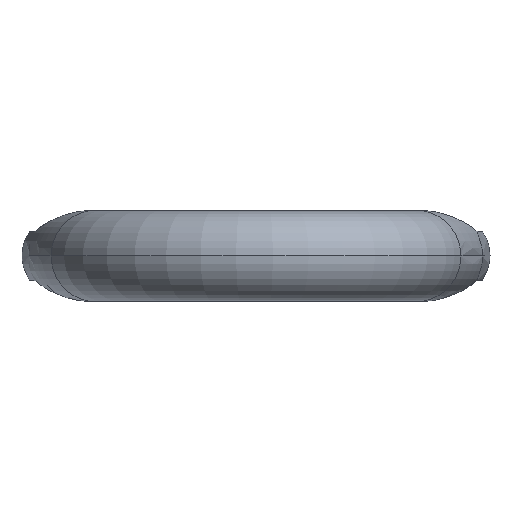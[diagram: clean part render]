
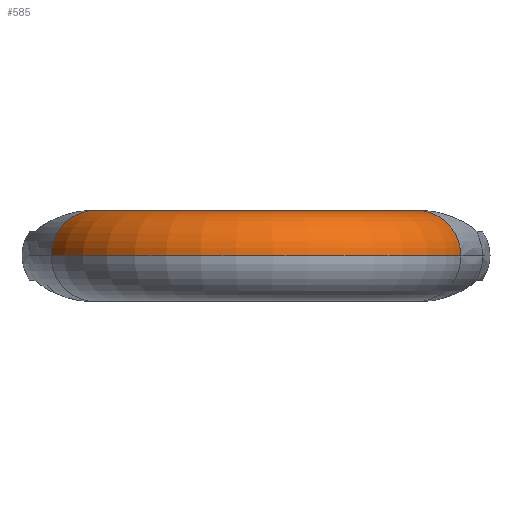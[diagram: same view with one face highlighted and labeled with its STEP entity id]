
A CAD part, left-side view. The second image highlights one B-rep face of the part: STEP entity #585.
In plain terms, the highlighted toroidal (fillet/blend) face has major radius 20.5 mm and minor radius 5.5 mm.
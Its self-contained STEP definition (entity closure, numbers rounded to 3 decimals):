
#21=CARTESIAN_POINT('',(-55.74,-19.68,0.));
#22=DIRECTION('',(0.96,-0.28,0.));
#23=DIRECTION('',(0.28,0.96,0.));
#24=AXIS2_PLACEMENT_3D('',#21,#22,#23);
#104=CARTESIAN_POINT('',(-55.74,19.68,0.));
#105=DIRECTION('',(-0.96,-0.28,0.));
#106=DIRECTION('',(0.28,-0.96,0.));
#107=AXIS2_PLACEMENT_3D('',#104,#105,#106);
#109=CARTESIAN_POINT('',(-54.2,14.4,0.));
#110=CARTESIAN_POINT('',(-55.024,14.16,0.));
#111=CARTESIAN_POINT('',(-56.63,13.538,0.));
#112=CARTESIAN_POINT('',(-58.844,12.207,0.));
#113=CARTESIAN_POINT('',(-60.799,10.517,0.));
#114=CARTESIAN_POINT('',(-62.436,8.519,0.));
#115=CARTESIAN_POINT('',(-63.708,6.27,0.));
#116=CARTESIAN_POINT('',(-64.577,3.837,0.));
#117=CARTESIAN_POINT('',(-65.018,1.292,0.));
#118=CARTESIAN_POINT('',(-65.018,-1.292,0.));
#119=CARTESIAN_POINT('',(-64.577,-3.837,0.));
#120=CARTESIAN_POINT('',(-63.708,-6.27,0.));
#121=CARTESIAN_POINT('',(-62.436,-8.519,0.));
#122=CARTESIAN_POINT('',(-60.799,-10.517,0.));
#123=CARTESIAN_POINT('',(-58.844,-12.207,0.));
#124=CARTESIAN_POINT('',(-56.63,-13.538,0.));
#125=CARTESIAN_POINT('',(-55.024,-14.16,0.));
#126=CARTESIAN_POINT('',(-54.2,-14.4,0.));
#393=CARTESIAN_POINT('',(-57.28,24.96,0.));
#394=CARTESIAN_POINT('',(-58.54,24.593,0.));
#395=CARTESIAN_POINT('',(-61.003,23.667,0.));
#396=CARTESIAN_POINT('',(-64.447,21.736,0.));
#397=CARTESIAN_POINT('',(-67.561,19.308,0.));
#398=CARTESIAN_POINT('',(-70.272,16.439,0.));
#399=CARTESIAN_POINT('',(-72.52,13.193,0.));
#400=CARTESIAN_POINT('',(-74.252,9.645,0.));
#401=CARTESIAN_POINT('',(-75.429,5.877,0.));
#402=CARTESIAN_POINT('',(-76.025,1.974,0.));
#403=CARTESIAN_POINT('',(-76.025,-1.974,0.));
#404=CARTESIAN_POINT('',(-75.429,-5.877,0.));
#405=CARTESIAN_POINT('',(-74.252,-9.645,0.));
#406=CARTESIAN_POINT('',(-72.52,-13.193,0.));
#407=CARTESIAN_POINT('',(-70.272,-16.439,0.));
#408=CARTESIAN_POINT('',(-67.561,-19.308,0.));
#409=CARTESIAN_POINT('',(-64.447,-21.736,0.));
#410=CARTESIAN_POINT('',(-61.003,-23.667,0.));
#411=CARTESIAN_POINT('',(-58.54,-24.593,0.));
#412=CARTESIAN_POINT('',(-57.28,-24.96,0.));
#494=CARTESIAN_POINT('',(-54.2,14.4,0.));
#495=CARTESIAN_POINT('',(-57.28,24.96,0.));
#496=VERTEX_POINT('',#494);
#497=VERTEX_POINT('',#495);
#498=CARTESIAN_POINT('',(-54.2,-14.4,0.));
#499=CARTESIAN_POINT('',(-57.28,-24.96,0.));
#500=VERTEX_POINT('',#498);
#501=VERTEX_POINT('',#499);
#571=CARTESIAN_POINT('',(-50.,0.,0.));
#572=DIRECTION('',(0.,0.,1.));
#573=DIRECTION('',(0.28,-0.96,0.));
#574=AXIS2_PLACEMENT_3D('',#571,#572,#573);
#575=TOROIDAL_SURFACE('',#574,20.5,5.5);
#577=ORIENTED_EDGE('',*,*,#576,.F.);
#579=ORIENTED_EDGE('',*,*,#578,.T.);
#580=ORIENTED_EDGE('',*,*,#551,.T.);
#582=ORIENTED_EDGE('',*,*,#581,.F.);
#583=EDGE_LOOP('',(#577,#579,#580,#582));
#584=FACE_OUTER_BOUND('',#583,.F.);
#585=ADVANCED_FACE('',(#584),#575,.T.);
#25=CIRCLE('',#24,5.5);
#108=CIRCLE('',#107,5.5);
#127=B_SPLINE_CURVE_WITH_KNOTS('',3,(#109,#110,#111,#112,#113,#114,#115,#116,
#117,#118,#119,#120,#121,#122,#123,#124,#125,#126),.UNSPECIFIED.,.F.,.F.,(4,1,1,
1,1,1,1,1,1,1,1,1,1,1,1,4),(0.,0.067,0.133,0.2,
0.267,0.333,0.4,0.467,0.533,
0.6,0.667,0.733,0.8,0.867,
0.933,1.),.UNSPECIFIED.);
#413=B_SPLINE_CURVE_WITH_KNOTS('',3,(#393,#394,#395,#396,#397,#398,#399,#400,
#401,#402,#403,#404,#405,#406,#407,#408,#409,#410,#411,#412),.UNSPECIFIED.,.F.,
.F.,(4,1,1,1,1,1,1,1,1,1,1,1,1,1,1,1,1,4),(0.,0.059,
0.118,0.176,0.235,0.294,
0.353,0.412,0.471,0.529,
0.588,0.647,0.706,0.765,
0.824,0.882,0.941,1.),.UNSPECIFIED.);
#551=EDGE_CURVE('',#500,#501,#25,.T.);
#576=EDGE_CURVE('',#496,#497,#108,.T.);
#578=EDGE_CURVE('',#496,#500,#127,.T.);
#581=EDGE_CURVE('',#497,#501,#413,.T.);
